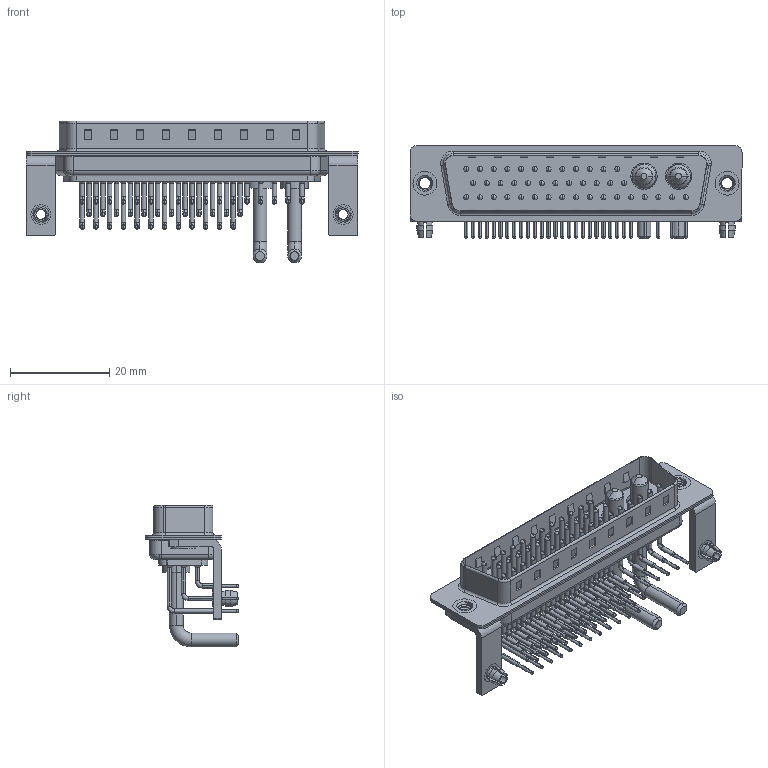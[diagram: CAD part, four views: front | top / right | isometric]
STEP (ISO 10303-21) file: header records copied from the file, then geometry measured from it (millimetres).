
FILE_DESCRIPTION (( 'STEP AP203' ), '1' );
FILE_NAME ('629-43W2650-2T3.STEP', '2022-05-18T20:40:17', ( '' ), ( '' ), 'SwSTEP 2.0', 'SolidWorks 2020', '' );
FILE_SCHEMA (( 'CONFIG_CONTROL_DESIGN' ));
Length unit declared in the file: millimetre
Products named in the file (11): 629Combo Contact Row 1_50 Contacts; 629Combo Stabilizer Bracket_50 Contacts; Power Pin_Ext 20A RA 50; 629Combo Shell Front_50 Contacts; 629Combo Board Lock_50 Contacts; 629Combo Contact Row 2_50 Contacts; 629Combo Shell Rear_50 Contacts; 629Combo Threaded Rivet_3; 629-43W2650-2T3; 629Combo Housing_43W2; 629Combo Contact Row 3
Assembly tree (52 placements, depth 2):
  629-43W2650-2T3
    629Combo Housing_43W2
    629Combo Shell Rear_50 Contacts
    629Combo Shell Front_50 Contacts
    629Combo Threaded Rivet_3  x2
    629Combo Stabilizer Bracket_50 Contacts  x2
    629Combo Board Lock_50 Contacts  x2
    Power Pin_Ext 20A RA 50  x2
    629Combo Contact Row 1_50 Contacts  x12
    629Combo Contact Row 2_50 Contacts  x12
    629Combo Contact Row 3  x17
Bounding box: 67 x 18.8 x 28.63 mm (x, y, z)
Volume: 5671.5 mm3; surface area: 13623.8 mm2
Topology: 54 solids, 54 shells, 5140 faces, 14325 edges, 9314 vertices
Faces by surface type: plane 2915, cylinder 1709, bspline 254, cone 204, torus 58
Entity records: 38563 total; most frequent: CARTESIAN_POINT 7725, DIRECTION 6277, ORIENTED_EDGE 5714, EDGE_CURVE 2857, AXIS2_PLACEMENT_3D 2313, VERTEX_POINT 1857, VECTOR 1651, LINE 1651
